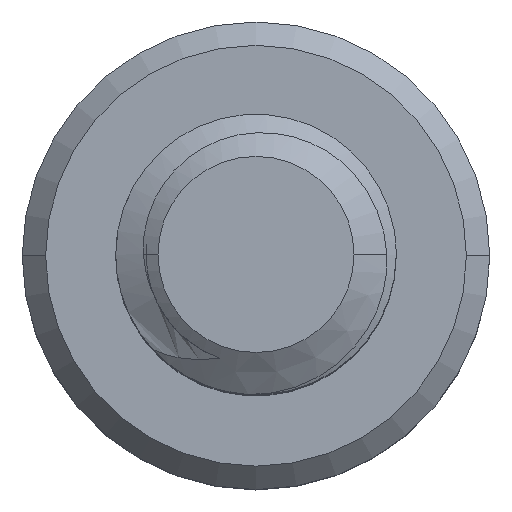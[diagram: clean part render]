
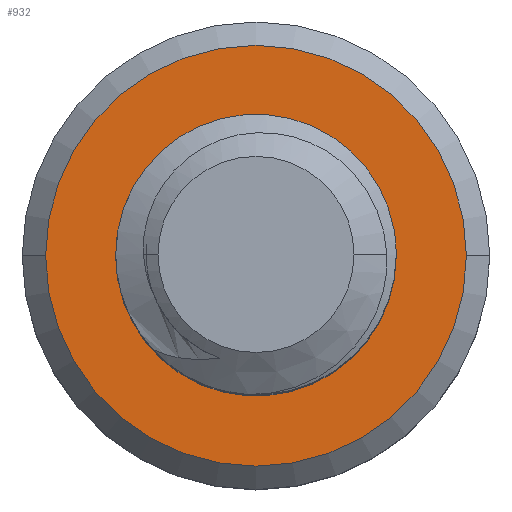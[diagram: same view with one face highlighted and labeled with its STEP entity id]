
A CAD part, top view. The second image highlights one B-rep face of the part: STEP entity #932.
In plain terms, the highlighted planar face has unit normal (0, 0, 1).
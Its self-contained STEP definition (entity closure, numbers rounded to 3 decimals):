
#15 = CARTESIAN_POINT ( 'NONE',  ( 2.464, -0.497, -16. ) ) ;
#63 = DIRECTION ( 'NONE',  ( -1., 0., 0. ) ) ;
#66 = VERTEX_POINT ( 'NONE', #3209 ) ;
#74 = CARTESIAN_POINT ( 'NONE',  ( -1.298, -2.154, -16. ) ) ;
#90 = CARTESIAN_POINT ( 'NONE',  ( -2.659, -0.593, -16. ) ) ;
#161 = CIRCLE ( 'NONE', #3838, 4.5 ) ;
#289 = ORIENTED_EDGE ( 'NONE', *, *, #1929, .T. ) ;
#318 = CARTESIAN_POINT ( 'NONE',  ( 0.266, 2.978, -16. ) ) ;
#332 = CARTESIAN_POINT ( 'NONE',  ( 0.524, 2.919, -16. ) ) ;
#413 = CARTESIAN_POINT ( 'NONE',  ( -2.73, -0.338, -16. ) ) ;
#473 = FACE_OUTER_BOUND ( 'NONE', #3308, .T. ) ;
#561 = EDGE_LOOP ( 'NONE', ( #2657, #2763, #4533, #289 ) ) ;
#573 = VERTEX_POINT ( 'NONE', #1516 ) ;
#691 = CARTESIAN_POINT ( 'NONE',  ( 0., 0., -16. ) ) ;
#702 = CIRCLE ( 'NONE', #3719, 3. ) ;
#703 = CARTESIAN_POINT ( 'NONE',  ( 1.95, 1.991, -16. ) ) ;
#705 = CARTESIAN_POINT ( 'NONE',  ( 0., 0., -16. ) ) ;
#743 = CARTESIAN_POINT ( 'NONE',  ( -1.954, -1.703, -16. ) ) ;
#778 = CARTESIAN_POINT ( 'NONE',  ( -2.809, 0.184, -16. ) ) ;
#795 = CARTESIAN_POINT ( 'NONE',  ( 0., -2.35, -16. ) ) ;
#813 = CARTESIAN_POINT ( 'NONE',  ( -2.644, 1.234, -16. ) ) ;
#873 = EDGE_CURVE ( 'NONE', #573, #2886, #702, .T. ) ;
#931 = CARTESIAN_POINT ( 'NONE',  ( -4.5, 0., -16. ) ) ;
#932 = ADVANCED_FACE ( 'NONE', ( #473, #3186 ), #4032, .F. ) ;
#1074 = CIRCLE ( 'NONE', #3992, 2.35 ) ;
#1078 = CARTESIAN_POINT ( 'NONE',  ( 2.556, -0.107, -16. ) ) ;
#1084 = CARTESIAN_POINT ( 'NONE',  ( 4.5, 0., -16. ) ) ;
#1101 = DIRECTION ( 'NONE',  ( 0., 0., 1. ) ) ;
#1149 = DIRECTION ( 'NONE',  ( 0., 0., 1. ) ) ;
#1178 = B_SPLINE_CURVE_WITH_KNOTS ( 'NONE', 3,
 ( #4688, #318, #332, #3573, #4299, #1825, #2866, #4673, #703, #3555, #2185, #4657, #1387, #4283, #3620, #3235, #2506, #1078, #2852, #15, #2137, #2486, #3605, #1441, #2540, #3267 ),
 .UNSPECIFIED., .F., .F.,
 ( 4, 2, 2, 2, 2, 2, 2, 2, 2, 2, 2, 2, 4 ),
 ( 0., 0.001, 0.002, 0.002, 0.002, 0.003, 0.004, 0.004, 0.004, 0.005, 0.005, 0.006, 0.006 ),
 .UNSPECIFIED. ) ;
#1193 = CARTESIAN_POINT ( 'NONE',  ( 0., 0., -16. ) ) ;
#1338 = DIRECTION ( 'NONE',  ( 1., 0., 0. ) ) ;
#1387 = CARTESIAN_POINT ( 'NONE',  ( 2.5, 0.945, -16. ) ) ;
#1427 = ORIENTED_EDGE ( 'NONE', *, *, #3845, .T. ) ;
#1429 = DIRECTION ( 'NONE',  ( 0., 0., -1. ) ) ;
#1441 = CARTESIAN_POINT ( 'NONE',  ( 2.035, -1.317, -16. ) ) ;
#1516 = CARTESIAN_POINT ( 'NONE',  ( 0., 3., -16. ) ) ;
#1548 = CARTESIAN_POINT ( 'NONE',  ( 0., 0., -16. ) ) ;
#1549 = CARTESIAN_POINT ( 'NONE',  ( -2.443, -1.078, -16. ) ) ;
#1796 = CARTESIAN_POINT ( 'NONE',  ( 0., -2.35, -16. ) ) ;
#1825 = CARTESIAN_POINT ( 'NONE',  ( 1.574, 2.365, -16. ) ) ;
#1855 = CARTESIAN_POINT ( 'NONE',  ( -2.806, 0.454, -16. ) ) ;
#1912 = DIRECTION ( 'NONE',  ( 0., 0., -1. ) ) ;
#1929 = EDGE_CURVE ( 'NONE', #4675, #2886, #3281, .T. ) ;
#2065 = VERTEX_POINT ( 'NONE', #931 ) ;
#2137 = CARTESIAN_POINT ( 'NONE',  ( 2.42, -0.621, -16. ) ) ;
#2171 = DIRECTION ( 'NONE',  ( 1., 0., 0. ) ) ;
#2185 = CARTESIAN_POINT ( 'NONE',  ( 2.322, 1.44, -16. ) ) ;
#2224 = CARTESIAN_POINT ( 'NONE',  ( -1.642, -1.95, -16. ) ) ;
#2237 = EDGE_CURVE ( 'NONE', #66, #4675, #1074, .T. ) ;
#2242 = CARTESIAN_POINT ( 'NONE',  ( -0.53, -2.364, -16. ) ) ;
#2271 = DIRECTION ( 'NONE',  ( -1., 0., 0. ) ) ;
#2272 = CARTESIAN_POINT ( 'NONE',  ( -1.051, -2.251, -16. ) ) ;
#2298 = VERTEX_POINT ( 'NONE', #1084 ) ;
#2435 = AXIS2_PLACEMENT_3D ( 'NONE', #1548, #1912, #2271 ) ;
#2486 = CARTESIAN_POINT ( 'NONE',  ( 2.314, -0.863, -16. ) ) ;
#2506 = CARTESIAN_POINT ( 'NONE',  ( 2.583, 0.156, -16. ) ) ;
#2540 = CARTESIAN_POINT ( 'NONE',  ( 1.859, -1.513, -16. ) ) ;
#2547 = AXIS2_PLACEMENT_3D ( 'NONE', #1193, #1149, #63 ) ;
#2565 = CARTESIAN_POINT ( 'NONE',  ( -2.302, -1.302, -16. ) ) ;
#2582 = CARTESIAN_POINT ( 'NONE',  ( -2.724, 0.975, -16. ) ) ;
#2606 = CARTESIAN_POINT ( 'NONE',  ( -2.222, -1.411, -16. ) ) ;
#2657 = ORIENTED_EDGE ( 'NONE', *, *, #873, .F. ) ;
#2763 = ORIENTED_EDGE ( 'NONE', *, *, #4671, .T. ) ;
#2768 = ORIENTED_EDGE ( 'NONE', *, *, #3764, .T. ) ;
#2852 = CARTESIAN_POINT ( 'NONE',  ( 2.532, -0.24, -16. ) ) ;
#2856 = CARTESIAN_POINT ( 'NONE',  ( -2.102, 2.141, -16. ) ) ;
#2866 = CARTESIAN_POINT ( 'NONE',  ( 1.675, 2.277, -16. ) ) ;
#2886 = VERTEX_POINT ( 'NONE', #2856 ) ;
#2924 = CARTESIAN_POINT ( 'NONE',  ( -2.613, -0.719, -16. ) ) ;
#2942 = CARTESIAN_POINT ( 'NONE',  ( -2.757, -0.209, -16. ) ) ;
#2956 = CIRCLE ( 'NONE', #2547, 4.5 ) ;
#3186 = FACE_BOUND ( 'NONE', #561, .T. ) ;
#3209 = CARTESIAN_POINT ( 'NONE',  ( 1.647, -1.677, -16. ) ) ;
#3235 = CARTESIAN_POINT ( 'NONE',  ( 2.586, 0.287, -16. ) ) ;
#3267 = CARTESIAN_POINT ( 'NONE',  ( 1.647, -1.677, -16. ) ) ;
#3278 = CARTESIAN_POINT ( 'NONE',  ( -0.266, -2.379, -16. ) ) ;
#3281 = B_SPLINE_CURVE_WITH_KNOTS ( 'NONE', 3,
 ( #795, #3278, #2242, #2272, #74, #2224, #3701, #743, #4018, #2606, #2565, #1549, #4054, #2924, #90, #413, #2942, #778, #1855, #2582, #813, #4380, #3352, #4363 ),
 .UNSPECIFIED., .F., .F.,
 ( 4, 2, 2, 2, 2, 2, 2, 2, 2, 2, 2, 4 ),
 ( 0., 0.001, 0.002, 0.002, 0.002, 0.003, 0.003, 0.004, 0.004, 0.005, 0.006, 0.006 ),
 .UNSPECIFIED. ) ;
#3308 = EDGE_LOOP ( 'NONE', ( #2768, #1427 ) ) ;
#3352 = CARTESIAN_POINT ( 'NONE',  ( -2.274, 1.937, -16. ) ) ;
#3493 = CARTESIAN_POINT ( 'NONE',  ( 0., 0., -16. ) ) ;
#3555 = CARTESIAN_POINT ( 'NONE',  ( 2.189, 1.676, -16. ) ) ;
#3573 = CARTESIAN_POINT ( 'NONE',  ( 1.023, 2.73, -16. ) ) ;
#3605 = CARTESIAN_POINT ( 'NONE',  ( 2.251, -0.981, -16. ) ) ;
#3620 = CARTESIAN_POINT ( 'NONE',  ( 2.572, 0.552, -16. ) ) ;
#3701 = CARTESIAN_POINT ( 'NONE',  ( -1.751, -1.873, -16. ) ) ;
#3719 = AXIS2_PLACEMENT_3D ( 'NONE', #3493, #4179, #1338 ) ;
#3764 = EDGE_CURVE ( 'NONE', #2065, #2298, #161, .T. ) ;
#3838 = AXIS2_PLACEMENT_3D ( 'NONE', #705, #1101, #3972 ) ;
#3845 = EDGE_CURVE ( 'NONE', #2298, #2065, #2956, .T. ) ;
#3972 = DIRECTION ( 'NONE',  ( -1., 0., 0. ) ) ;
#3992 = AXIS2_PLACEMENT_3D ( 'NONE', #691, #1429, #2171 ) ;
#4018 = CARTESIAN_POINT ( 'NONE',  ( -2.048, -1.611, -16. ) ) ;
#4032 = PLANE ( 'NONE',  #2435 ) ;
#4054 = CARTESIAN_POINT ( 'NONE',  ( -2.505, -0.962, -16. ) ) ;
#4179 = DIRECTION ( 'NONE',  ( 0., 0., 1. ) ) ;
#4283 = CARTESIAN_POINT ( 'NONE',  ( 2.555, 0.685, -16. ) ) ;
#4299 = CARTESIAN_POINT ( 'NONE',  ( 1.255, 2.602, -16. ) ) ;
#4363 = CARTESIAN_POINT ( 'NONE',  ( -2.102, 2.141, -16. ) ) ;
#4380 = CARTESIAN_POINT ( 'NONE',  ( -2.419, 1.711, -16. ) ) ;
#4533 = ORIENTED_EDGE ( 'NONE', *, *, #2237, .T. ) ;
#4657 = CARTESIAN_POINT ( 'NONE',  ( 2.463, 1.071, -16. ) ) ;
#4671 = EDGE_CURVE ( 'NONE', #573, #66, #1178, .T. ) ;
#4673 = CARTESIAN_POINT ( 'NONE',  ( 1.863, 2.09, -16. ) ) ;
#4675 = VERTEX_POINT ( 'NONE', #1796 ) ;
#4688 = CARTESIAN_POINT ( 'NONE',  ( 0., 3., -16. ) ) ;
